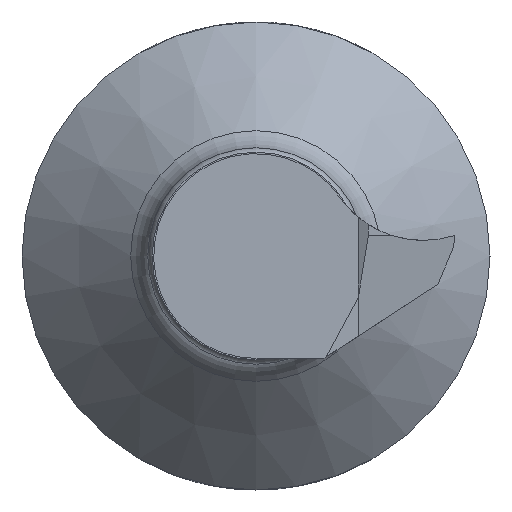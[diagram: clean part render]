
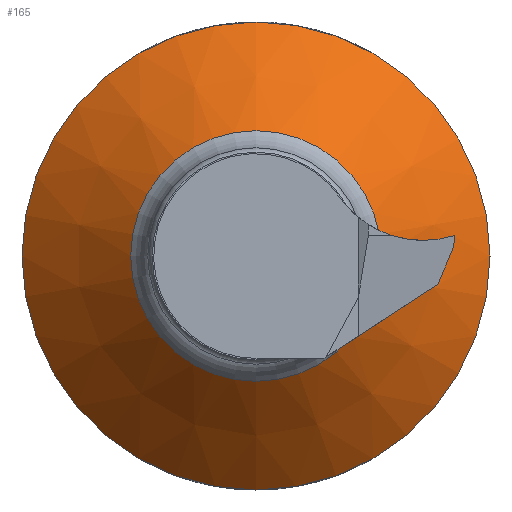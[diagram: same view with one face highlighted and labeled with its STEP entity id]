
A CAD part, left-side view. The second image highlights one B-rep face of the part: STEP entity #165.
In plain terms, the highlighted conical face has half-angle 45 degrees and reference radius 8 mm.
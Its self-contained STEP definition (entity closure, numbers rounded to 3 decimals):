
#138=CONICAL_SURFACE('',#519,8.,45.);
#153=FACE_BOUND('',#243,.T.);
#154=FACE_BOUND('',#244,.T.);
#165=ADVANCED_FACE('',(#153,#154),#138,.T.);
#243=EDGE_LOOP('',(#281));
#244=EDGE_LOOP('',(#282));
#281=ORIENTED_EDGE('',*,*,#440,.F.);
#282=ORIENTED_EDGE('',*,*,#441,.T.);
#398=VERTEX_POINT('',#718);
#399=VERTEX_POINT('',#721);
#440=EDGE_CURVE('',#398,#398,#500,.T.);
#441=EDGE_CURVE('',#399,#399,#501,.T.);
#500=CIRCLE('',#516,4.286);
#501=CIRCLE('',#518,8.);
#516=AXIS2_PLACEMENT_3D('',#717,#577,#578);
#518=AXIS2_PLACEMENT_3D('',#720,#581,#582);
#519=AXIS2_PLACEMENT_3D('',#722,#583,#584);
#577=DIRECTION('',(-1.,0.,0.));
#578=DIRECTION('',(0.,0.,1.));
#581=DIRECTION('',(-1.,0.,0.));
#582=DIRECTION('',(0.,0.,1.));
#583=DIRECTION('',(1.,0.,0.));
#584=DIRECTION('',(0.,0.,-1.));
#717=CARTESIAN_POINT('',(15.586,0.,0.));
#718=CARTESIAN_POINT('',(15.586,0.,4.286));
#720=CARTESIAN_POINT('',(19.3,0.,0.));
#721=CARTESIAN_POINT('',(19.3,0.,8.));
#722=CARTESIAN_POINT('',(19.3,0.,0.));
